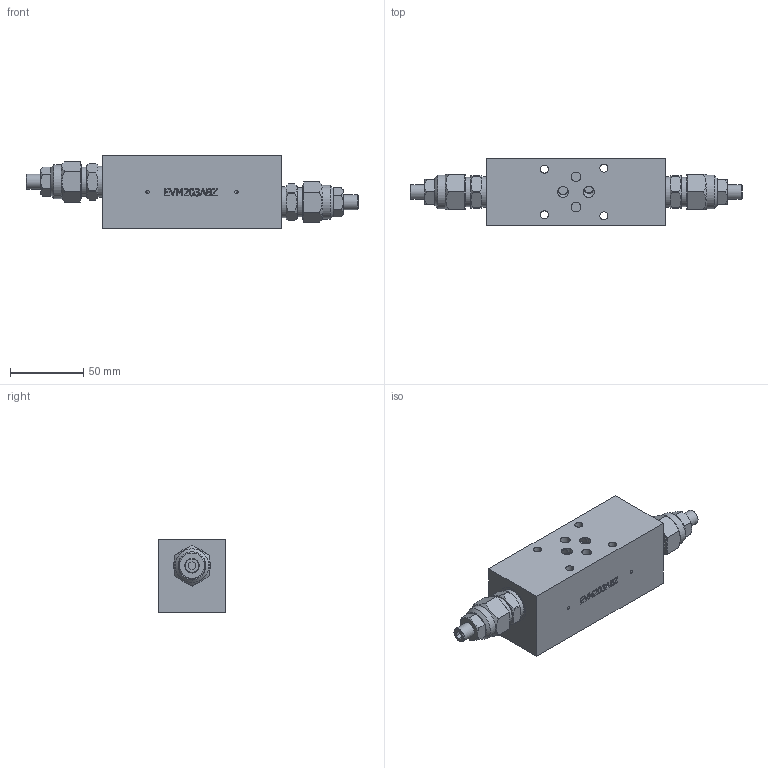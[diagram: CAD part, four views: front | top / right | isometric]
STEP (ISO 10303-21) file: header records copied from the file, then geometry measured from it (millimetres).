
FILE_DESCRIPTION(/* description */ (''),/* implementation_level */ '2;1');
FILE_NAME(/* name */ 'EVM203ABZ.stp',/* time_stamp */ '2016-05-10T16:46:17+02:00',/* author */ ('Lemoine2'),/* organization */ (''),/* preprocessor_version */ 'ST-DEVELOPER v16.1',/* originating_system */ 'Autodesk Inventor 2016',/* authorisation */ '');
FILE_SCHEMA (('AUTOMOTIVE_DESIGN { 1 0 10303 214 3 1 1 }'));
Length unit declared in the file: millimetre
Products named in the file (1): EVM203ABZ
Bounding box: 226 x 46 x 50 mm (x, y, z)
Volume: 304930.3 mm3; surface area: 42095.3 mm2
Topology: 3 solids, 3 shells, 389 faces, 982 edges, 638 vertices
Faces by surface type: plane 246, bspline 56, cone 52, cylinder 35
Full cylindrical faces by diameter (mm): 2.3 x2, 5.5 x4, 6 x2, 6.5 x6, 7.5 x2, 10 x2, 12 x4, 20 x2, 21 x4, 23 x2, 25 x2
Entity records: 11834 total; most frequent: CARTESIAN_POINT 3027, ORIENTED_EDGE 1832, DIRECTION 1559, EDGE_CURVE 916, VERTEX_POINT 616, AXIS2_PLACEMENT_3D 528, LINE 503, VECTOR 503
